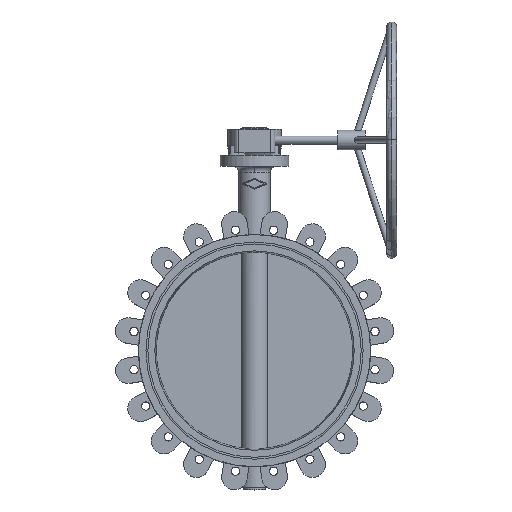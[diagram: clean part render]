
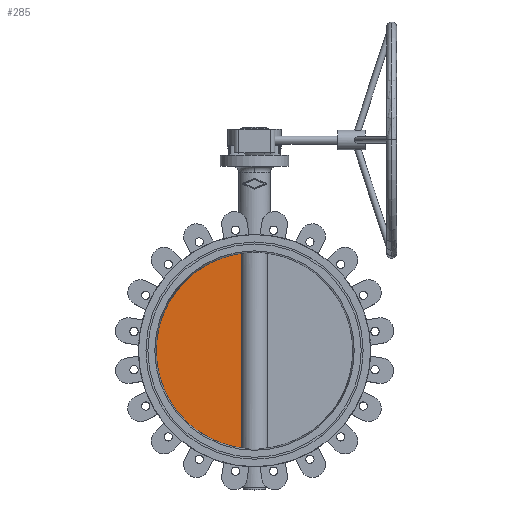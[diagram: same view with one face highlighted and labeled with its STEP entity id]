
A CAD part, top view. The second image highlights one B-rep face of the part: STEP entity #285.
In plain terms, the highlighted planar face has unit normal (0, 0, 1).
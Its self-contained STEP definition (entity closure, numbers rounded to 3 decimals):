
#285 = ADVANCED_FACE( '', ( #847 ), #848, .T. );
#847 = FACE_OUTER_BOUND( '', #1608, .T. );
#848 = PLANE( '', #1609 );
#1608 = EDGE_LOOP( '', ( #3321, #3322 ) );
#1609 = AXIS2_PLACEMENT_3D( '', #3323, #3324, #3325 );
#3321 = ORIENTED_EDGE( '', *, *, #5270, .F. );
#3322 = ORIENTED_EDGE( '', *, *, #5271, .F. );
#3323 = CARTESIAN_POINT( '', ( 0., 0., -51.5 ) );
#3324 = DIRECTION( '', ( 0., 0., 1. ) );
#3325 = DIRECTION( '', ( 1., 0., 0. ) );
#5270 = EDGE_CURVE( '', #6498, #6499, #6500, .T. );
#5271 = EDGE_CURVE( '', #6499, #6498, #6501, .T. );
#6498 = VERTEX_POINT( '', #8837 );
#6499 = VERTEX_POINT( '', #8838 );
#6500 = LINE( '', #8839, #8840 );
#6501 = CIRCLE( '', #8841, 250. );
#8837 = CARTESIAN_POINT( '', ( -32.078, 247.933, -51.5 ) );
#8838 = CARTESIAN_POINT( '', ( -32.078, -247.933, -51.5 ) );
#8839 = CARTESIAN_POINT( '', ( -32.078, 0., -51.5 ) );
#8840 = VECTOR( '', #11801, 1. );
#8841 = AXIS2_PLACEMENT_3D( '', #11802, #11803, #11804 );
#11801 = DIRECTION( '', ( 0., -1., 0. ) );
#11802 = CARTESIAN_POINT( '', ( 0., 0., -51.5 ) );
#11803 = DIRECTION( '', ( 0., 0., -1. ) );
#11804 = DIRECTION( '', ( 0., 1., 0. ) );
